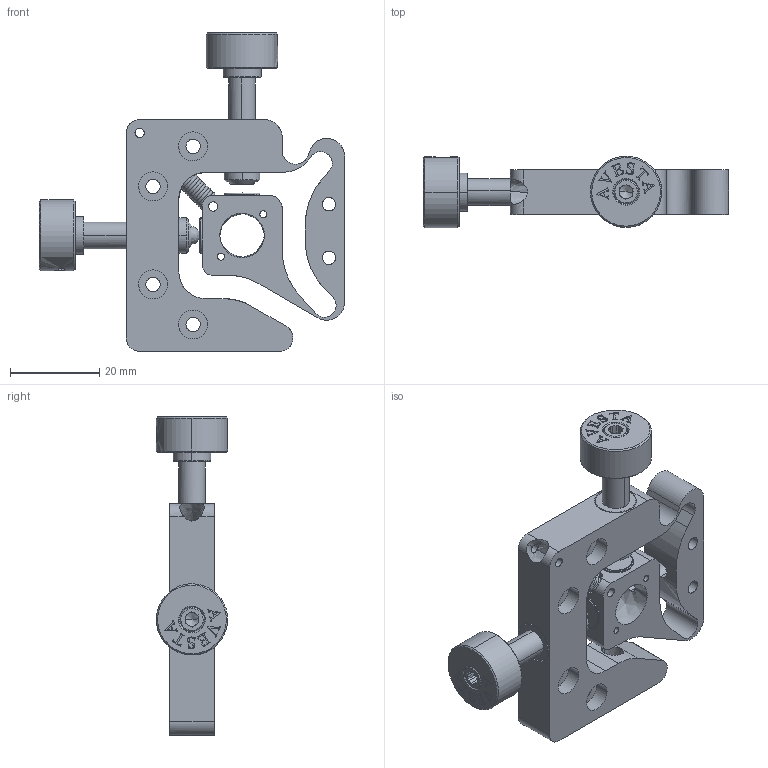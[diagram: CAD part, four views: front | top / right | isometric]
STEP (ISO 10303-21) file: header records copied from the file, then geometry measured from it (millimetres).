
FILE_DESCRIPTION(/* description */ (''),/* implementation_level */ '2;1');
FILE_NAME(/* name */ '02-2TS~1',/* time_stamp */ '2021-12-21T11:48:35+03:00',/* author */ (''),/* organization */ (''),/* preprocessor_version */ 'ST-DEVELOPER v15',/* originating_system */ '',/* authorisation */ '');
FILE_SCHEMA (('AUTOMOTIVE_DESIGN'));
Length unit declared in the file: millimetre
Products named in the file (3): Document; Block 01; Block 02
Assembly tree (2 placements, depth 2):
  Document
    Block 01
    Block 02
Bounding box: 68.5 x 15.99 x 71.5 mm (x, y, z)
Volume: 24.4 mm3; surface area: 12287.6 mm2
Topology: 9 solids, 19 shells, 627 faces, 1783 edges, 1178 vertices
Faces by surface type: bspline 627
Entity records: 60512 total; most frequent: CARTESIAN_POINT 38121, B_SPLINE_CURVE_WITH_KNOTS 4520, ORIENTED_EDGE 3469, PCURVE 3469, DEFINITIONAL_REPRESENTATION 3469, SURFACE_CURVE 1776, EDGE_CURVE 1776, VERTEX_POINT 1179
